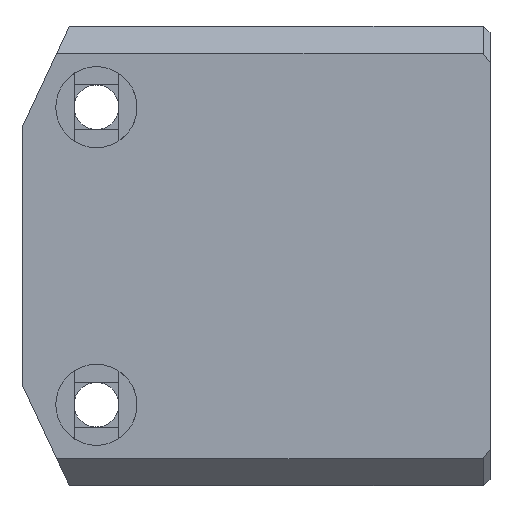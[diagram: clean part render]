
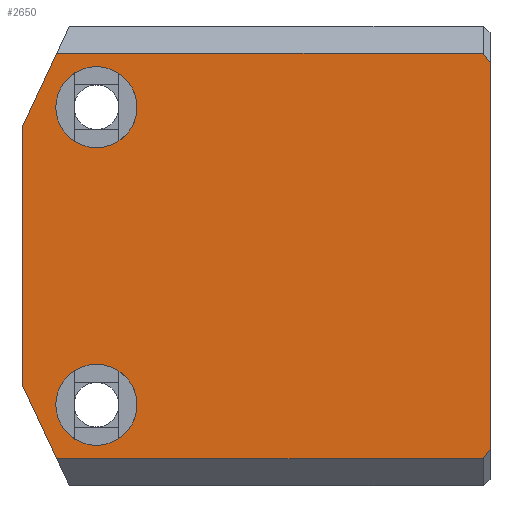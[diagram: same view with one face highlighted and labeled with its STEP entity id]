
A CAD part, front view. The second image highlights one B-rep face of the part: STEP entity #2650.
In plain terms, the highlighted planar face has unit normal (0, -1, 0).
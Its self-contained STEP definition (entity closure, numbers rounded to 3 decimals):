
#87=FACE_BOUND('',#313,.T.);
#88=FACE_BOUND('',#314,.T.);
#100=CIRCLE('',#2826,3.);
#101=CIRCLE('',#2827,3.);
#162=FACE_OUTER_BOUND('',#312,.T.);
#312=EDGE_LOOP('',(#1828,#1829,#1830,#1831,#1832,#1833,#1834,#1835));
#313=EDGE_LOOP('',(#1836));
#314=EDGE_LOOP('',(#1837));
#511=LINE('',#3793,#820);
#520=LINE('',#3808,#829);
#523=LINE('',#3814,#832);
#526=LINE('',#3820,#835);
#527=LINE('',#3822,#836);
#528=LINE('',#3824,#837);
#529=LINE('',#3826,#838);
#530=LINE('',#3827,#839);
#820=VECTOR('',#3083,10.);
#829=VECTOR('',#3096,10.);
#832=VECTOR('',#3101,10.);
#835=VECTOR('',#3108,10.);
#836=VECTOR('',#3109,10.);
#837=VECTOR('',#3110,10.);
#838=VECTOR('',#3111,10.);
#839=VECTOR('',#3112,10.);
#1119=VERTEX_POINT('',#3790);
#1120=VERTEX_POINT('',#3792);
#1124=VERTEX_POINT('',#3806);
#1126=VERTEX_POINT('',#3812);
#1127=VERTEX_POINT('',#3819);
#1128=VERTEX_POINT('',#3821);
#1129=VERTEX_POINT('',#3823);
#1130=VERTEX_POINT('',#3825);
#1131=VERTEX_POINT('',#3828);
#1132=VERTEX_POINT('',#3830);
#1385=EDGE_CURVE('',#1119,#1120,#511,.T.);
#1394=EDGE_CURVE('',#1119,#1124,#520,.T.);
#1397=EDGE_CURVE('',#1126,#1124,#523,.T.);
#1400=EDGE_CURVE('',#1126,#1127,#526,.T.);
#1401=EDGE_CURVE('',#1127,#1128,#527,.T.);
#1402=EDGE_CURVE('',#1128,#1129,#528,.T.);
#1403=EDGE_CURVE('',#1129,#1130,#529,.T.);
#1404=EDGE_CURVE('',#1120,#1130,#530,.T.);
#1405=EDGE_CURVE('',#1131,#1131,#100,.T.);
#1406=EDGE_CURVE('',#1132,#1132,#101,.T.);
#1828=ORIENTED_EDGE('',*,*,#1385,.F.);
#1829=ORIENTED_EDGE('',*,*,#1394,.T.);
#1830=ORIENTED_EDGE('',*,*,#1397,.F.);
#1831=ORIENTED_EDGE('',*,*,#1400,.T.);
#1832=ORIENTED_EDGE('',*,*,#1401,.T.);
#1833=ORIENTED_EDGE('',*,*,#1402,.T.);
#1834=ORIENTED_EDGE('',*,*,#1403,.T.);
#1835=ORIENTED_EDGE('',*,*,#1404,.F.);
#1836=ORIENTED_EDGE('',*,*,#1405,.T.);
#1837=ORIENTED_EDGE('',*,*,#1406,.T.);
#2530=PLANE('',#2825);
#2650=ADVANCED_FACE('',(#162,#87,#88),#2530,.T.);
#2825=AXIS2_PLACEMENT_3D('',#3818,#3106,#3107);
#2826=AXIS2_PLACEMENT_3D('',#3829,#3113,#3114);
#2827=AXIS2_PLACEMENT_3D('',#3831,#3115,#3116);
#3083=DIRECTION('',(-0.577,0.,-0.816));
#3096=DIRECTION('',(0.,0.,1.));
#3101=DIRECTION('',(0.577,0.,-0.816));
#3106=DIRECTION('center_axis',(0.,-1.,0.));
#3107=DIRECTION('ref_axis',(0.,0.,-1.));
#3108=DIRECTION('',(-1.,0.,0.));
#3109=DIRECTION('',(-0.424,0.,-0.906));
#3110=DIRECTION('',(0.,0.,-1.));
#3111=DIRECTION('',(0.423,0.,-0.906));
#3112=DIRECTION('',(-1.,0.,0.));
#3113=DIRECTION('center_axis',(0.,1.,0.));
#3114=DIRECTION('ref_axis',(1.,0.,0.));
#3115=DIRECTION('center_axis',(0.,1.,0.));
#3116=DIRECTION('ref_axis',(1.,0.,0.));
#3790=CARTESIAN_POINT('',(17.1,-1.8,-14.293));
#3792=CARTESIAN_POINT('',(16.6,-1.8,-15.));
#3793=CARTESIAN_POINT('',(17.976,-1.8,-13.053));
#3806=CARTESIAN_POINT('',(17.1,-1.8,14.293));
#3808=CARTESIAN_POINT('',(17.1,-1.8,-0.258));
#3812=CARTESIAN_POINT('',(16.6,-1.8,15.));
#3814=CARTESIAN_POINT('',(18.037,-1.8,12.968));
#3818=CARTESIAN_POINT('Origin',(0.,-1.8,0.));
#3819=CARTESIAN_POINT('',(-14.936,-1.8,15.));
#3820=CARTESIAN_POINT('',(17.1,-1.8,15.));
#3821=CARTESIAN_POINT('',(-17.5,-1.8,9.525));
#3822=CARTESIAN_POINT('',(-16.006,-1.8,12.717));
#3823=CARTESIAN_POINT('',(-17.5,-1.8,-9.5));
#3824=CARTESIAN_POINT('',(-17.5,-1.8,-17.));
#3825=CARTESIAN_POINT('',(-14.933,-1.8,-15.));
#3826=CARTESIAN_POINT('',(-17.755,-1.8,-8.953));
#3827=CARTESIAN_POINT('',(-8.75,-1.8,-15.));
#3828=CARTESIAN_POINT('',(-15.,-1.8,11.));
#3829=CARTESIAN_POINT('Origin',(-12.,-1.8,11.));
#3830=CARTESIAN_POINT('',(-15.,-1.8,-11.));
#3831=CARTESIAN_POINT('Origin',(-12.,-1.8,-11.));
